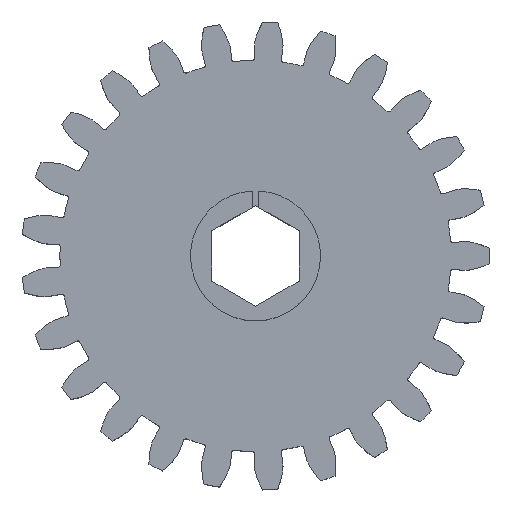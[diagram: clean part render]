
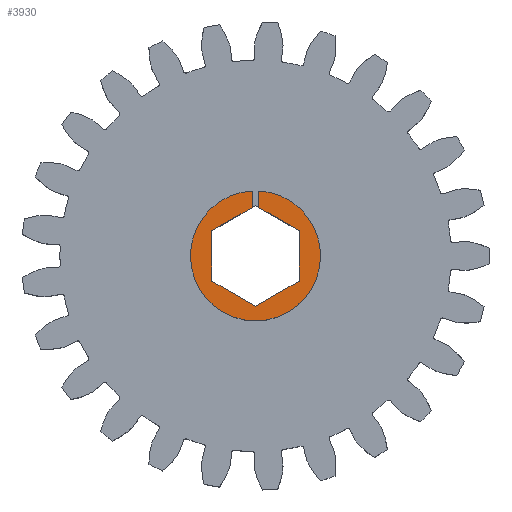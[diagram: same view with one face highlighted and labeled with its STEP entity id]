
A CAD part, top view. The second image highlights one B-rep face of the part: STEP entity #3930.
In plain terms, the highlighted planar face has unit normal (0, 0, 1).
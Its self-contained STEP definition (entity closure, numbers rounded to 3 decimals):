
#172=CIRCLE('',#4157,9.525);
#477=FACE_OUTER_BOUND('',#689,.T.);
#689=EDGE_LOOP('',(#2618,#2619,#2620,#2621,#2622,#2623,#2624,#2625,#2626));
#902=LINE('',#5590,#1230);
#906=LINE('',#5602,#1234);
#908=LINE('',#5606,#1236);
#909=LINE('',#5608,#1237);
#910=LINE('',#5610,#1238);
#911=LINE('',#5612,#1239);
#912=LINE('',#5614,#1240);
#913=LINE('',#5615,#1241);
#1230=VECTOR('',#4527,10.);
#1234=VECTOR('',#4539,10.);
#1236=VECTOR('',#4543,10.);
#1237=VECTOR('',#4544,10.);
#1238=VECTOR('',#4545,10.);
#1239=VECTOR('',#4546,10.);
#1240=VECTOR('',#4547,10.);
#1241=VECTOR('',#4548,10.);
#1558=VERTEX_POINT('',#5587);
#1559=VERTEX_POINT('',#5589);
#1561=VERTEX_POINT('',#5595);
#1563=VERTEX_POINT('',#5601);
#1564=VERTEX_POINT('',#5605);
#1565=VERTEX_POINT('',#5607);
#1566=VERTEX_POINT('',#5609);
#1567=VERTEX_POINT('',#5611);
#1568=VERTEX_POINT('',#5613);
#1978=EDGE_CURVE('',#1559,#1558,#902,.T.);
#1981=EDGE_CURVE('',#1561,#1559,#172,.T.);
#1984=EDGE_CURVE('',#1563,#1561,#906,.T.);
#1986=EDGE_CURVE('',#1558,#1564,#908,.T.);
#1987=EDGE_CURVE('',#1564,#1565,#909,.T.);
#1988=EDGE_CURVE('',#1565,#1566,#910,.T.);
#1989=EDGE_CURVE('',#1566,#1567,#911,.T.);
#1990=EDGE_CURVE('',#1567,#1568,#912,.T.);
#1991=EDGE_CURVE('',#1568,#1563,#913,.T.);
#2618=ORIENTED_EDGE('',*,*,#1986,.T.);
#2619=ORIENTED_EDGE('',*,*,#1987,.T.);
#2620=ORIENTED_EDGE('',*,*,#1988,.T.);
#2621=ORIENTED_EDGE('',*,*,#1989,.T.);
#2622=ORIENTED_EDGE('',*,*,#1990,.T.);
#2623=ORIENTED_EDGE('',*,*,#1991,.T.);
#2624=ORIENTED_EDGE('',*,*,#1984,.T.);
#2625=ORIENTED_EDGE('',*,*,#1981,.T.);
#2626=ORIENTED_EDGE('',*,*,#1978,.T.);
#3868=PLANE('',#4159);
#3930=ADVANCED_FACE('',(#477),#3868,.T.);
#4157=AXIS2_PLACEMENT_3D('',#5596,#4533,#4534);
#4159=AXIS2_PLACEMENT_3D('',#5604,#4541,#4542);
#4527=DIRECTION('',(0.,-1.,0.));
#4533=DIRECTION('center_axis',(0.,0.,1.));
#4534=DIRECTION('ref_axis',(-0.053,0.999,0.));
#4539=DIRECTION('',(0.,1.,0.));
#4541=DIRECTION('center_axis',(0.,0.,1.));
#4542=DIRECTION('ref_axis',(-1.,0.,0.));
#4543=DIRECTION('',(0.866,-0.5,0.));
#4544=DIRECTION('',(0.,-1.,0.));
#4545=DIRECTION('',(-0.866,-0.5,0.));
#4546=DIRECTION('',(-0.866,0.5,0.));
#4547=DIRECTION('',(0.,1.,0.));
#4548=DIRECTION('',(0.866,0.5,0.));
#5587=CARTESIAN_POINT('',(0.508,7.085,11.079));
#5589=CARTESIAN_POINT('',(0.508,9.511,11.079));
#5590=CARTESIAN_POINT('',(0.508,7.085,11.079));
#5595=CARTESIAN_POINT('',(-0.508,9.511,11.079));
#5596=CARTESIAN_POINT('Origin',(0.,0.,11.079));
#5601=CARTESIAN_POINT('',(-0.508,7.085,11.079));
#5602=CARTESIAN_POINT('',(-0.508,7.085,11.079));
#5604=CARTESIAN_POINT('Origin',(0.,-0.007,11.079));
#5605=CARTESIAN_POINT('',(6.39,3.689,11.079));
#5606=CARTESIAN_POINT('',(0.,7.379,11.079));
#5607=CARTESIAN_POINT('',(6.39,-3.689,11.079));
#5608=CARTESIAN_POINT('',(6.39,3.689,11.079));
#5609=CARTESIAN_POINT('',(0.,-7.379,11.079));
#5610=CARTESIAN_POINT('',(6.39,-3.689,11.079));
#5611=CARTESIAN_POINT('',(-6.39,-3.689,11.079));
#5612=CARTESIAN_POINT('',(0.,-7.379,11.079));
#5613=CARTESIAN_POINT('',(-6.39,3.689,11.079));
#5614=CARTESIAN_POINT('',(-6.39,-3.689,11.079));
#5615=CARTESIAN_POINT('',(-6.39,3.689,11.079));
